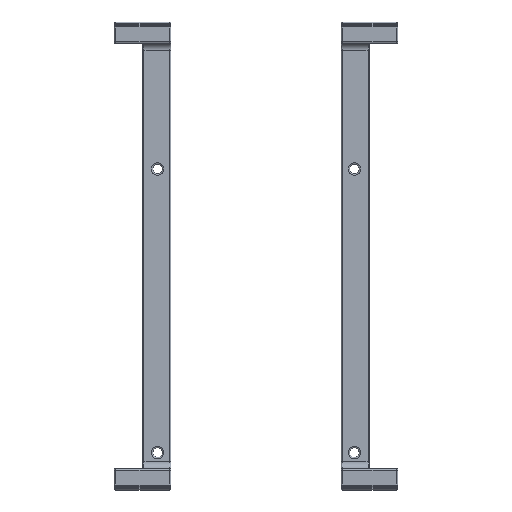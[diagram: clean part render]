
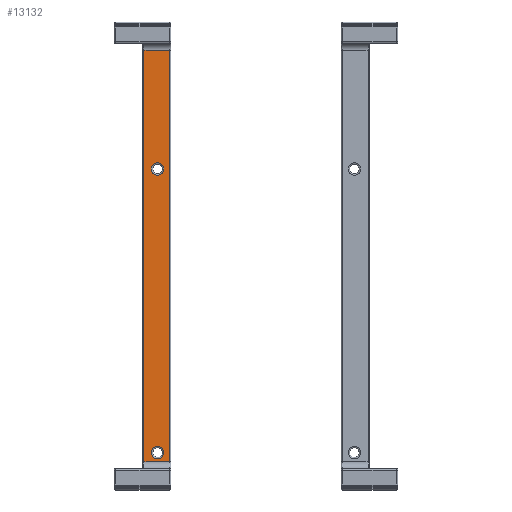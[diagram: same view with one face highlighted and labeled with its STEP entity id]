
A CAD part, front view. The second image highlights one B-rep face of the part: STEP entity #13132.
In plain terms, the highlighted planar face has unit normal (0, -1, 0).
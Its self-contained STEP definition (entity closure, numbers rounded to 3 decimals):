
#79=FACE_BOUND('',#2061,.T.);
#80=FACE_BOUND('',#2062,.T.);
#159=PLANE('',#13979);
#1268=FACE_OUTER_BOUND('',#2060,.T.);
#2060=EDGE_LOOP('',(#8930,#8931,#8932,#8933));
#2061=EDGE_LOOP('',(#8934));
#2062=EDGE_LOOP('',(#8935));
#2932=LINE('',#18219,#3994);
#2933=LINE('',#18220,#3995);
#2934=LINE('',#18221,#3996);
#2935=LINE('',#18222,#3997);
#3994=VECTOR('',#15033,10.);
#3995=VECTOR('',#15034,10.);
#3996=VECTOR('',#15035,10.);
#3997=VECTOR('',#15036,10.);
#5073=CIRCLE('',#13975,1.75);
#5077=CIRCLE('',#13980,1.75);
#5430=VERTEX_POINT('',#17970);
#5444=VERTEX_POINT('',#18110);
#5473=VERTEX_POINT('',#18209);
#5476=VERTEX_POINT('',#18217);
#5477=VERTEX_POINT('',#18218);
#5478=VERTEX_POINT('',#18223);
#6802=EDGE_CURVE('',#5473,#5473,#5073,.T.);
#6806=EDGE_CURVE('',#5476,#5477,#2932,.T.);
#6807=EDGE_CURVE('',#5444,#5476,#2933,.T.);
#6808=EDGE_CURVE('',#5430,#5444,#2934,.T.);
#6809=EDGE_CURVE('',#5477,#5430,#2935,.T.);
#6810=EDGE_CURVE('',#5478,#5478,#5077,.T.);
#8930=ORIENTED_EDGE('',*,*,#6806,.F.);
#8931=ORIENTED_EDGE('',*,*,#6807,.F.);
#8932=ORIENTED_EDGE('',*,*,#6808,.F.);
#8933=ORIENTED_EDGE('',*,*,#6809,.F.);
#8934=ORIENTED_EDGE('',*,*,#6810,.F.);
#8935=ORIENTED_EDGE('',*,*,#6802,.F.);
#13132=ADVANCED_FACE('',(#1268,#79,#80),#159,.T.);
#13975=AXIS2_PLACEMENT_3D('',#18210,#15023,#15024);
#13979=AXIS2_PLACEMENT_3D('',#18216,#15031,#15032);
#13980=AXIS2_PLACEMENT_3D('',#18224,#15037,#15038);
#15023=DIRECTION('center_axis',(0.,-1.,0.));
#15024=DIRECTION('ref_axis',(0.,0.,1.));
#15031=DIRECTION('center_axis',(0.,-1.,0.));
#15032=DIRECTION('ref_axis',(0.,0.,-1.));
#15033=DIRECTION('',(0.,0.,-1.));
#15034=DIRECTION('',(1.,0.,0.));
#15035=DIRECTION('',(0.,0.,1.));
#15036=DIRECTION('',(-1.,0.,0.));
#15037=DIRECTION('center_axis',(0.,-1.,0.));
#15038=DIRECTION('ref_axis',(0.,0.,1.));
#17970=CARTESIAN_POINT('',(0.4,-9.6,-58.));
#18110=CARTESIAN_POINT('',(0.4,-9.6,58.));
#18209=CARTESIAN_POINT('',(4.25,-9.6,-57.22));
#18210=CARTESIAN_POINT('Origin',(4.25,-9.6,-55.47));
#18216=CARTESIAN_POINT('Origin',(0.,-9.6,60.));
#18217=CARTESIAN_POINT('',(7.6,-9.6,58.));
#18218=CARTESIAN_POINT('',(7.6,-9.6,-58.));
#18219=CARTESIAN_POINT('',(7.6,-9.6,30.));
#18220=CARTESIAN_POINT('',(0.,-9.6,58.));
#18221=CARTESIAN_POINT('',(0.4,-9.6,30.));
#18222=CARTESIAN_POINT('',(0.,-9.6,-58.));
#18223=CARTESIAN_POINT('',(4.25,-9.6,22.78));
#18224=CARTESIAN_POINT('Origin',(4.25,-9.6,24.53));
